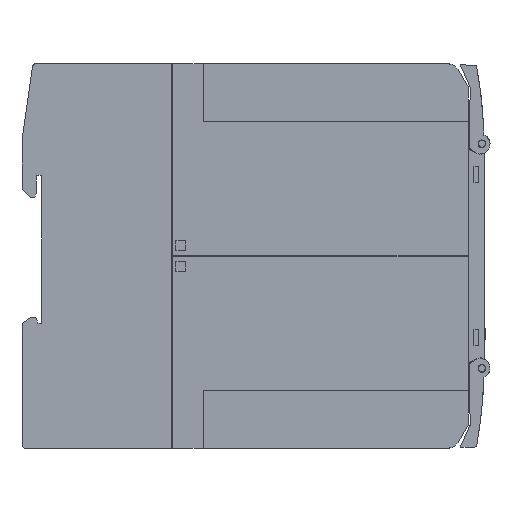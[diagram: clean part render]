
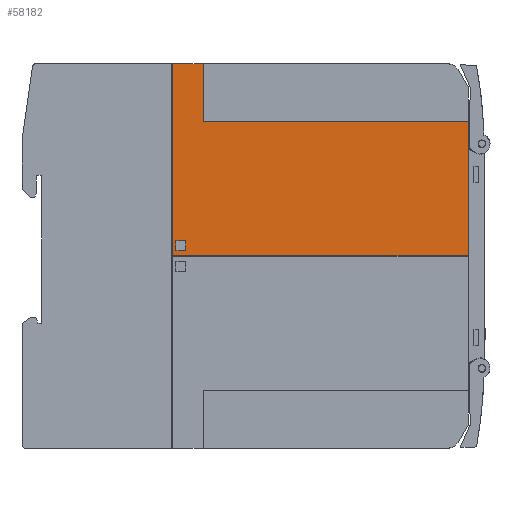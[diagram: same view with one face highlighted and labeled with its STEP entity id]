
A CAD part, left-side view. The second image highlights one B-rep face of the part: STEP entity #58182.
In plain terms, the highlighted planar face has unit normal (-1, 0, 0).
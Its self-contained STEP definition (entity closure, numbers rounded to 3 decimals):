
#1212 = CARTESIAN_POINT ( 'NONE',  ( -11.25, -42.6, 1.4 ) ) ;
#2661 = CARTESIAN_POINT ( 'NONE',  ( -11.25, -39.2, 0.1 ) ) ;
#2904 = CARTESIAN_POINT ( 'NONE',  ( -11.25, -40., 4. ) ) ;
#4867 = VERTEX_POINT ( 'NONE', #45069 ) ;
#4969 = CARTESIAN_POINT ( 'NONE',  ( -11.25, -39.2, 50. ) ) ;
#5360 = VECTOR ( 'NONE', #76358, 1000. ) ;
#6075 = ORIENTED_EDGE ( 'NONE', *, *, #45403, .T. ) ;
#8264 = CARTESIAN_POINT ( 'NONE',  ( -11.25, -42.6, 4. ) ) ;
#8413 = DIRECTION ( 'NONE',  ( 0., 0., -1. ) ) ;
#8648 = EDGE_CURVE ( 'NONE', #57075, #41262, #60865, .T. ) ;
#11398 = VECTOR ( 'NONE', #54630, 1000. ) ;
#12383 = VECTOR ( 'NONE', #62634, 1000. ) ;
#13086 = CARTESIAN_POINT ( 'NONE',  ( -11.25, -47.1, 50. ) ) ;
#15803 = LINE ( 'NONE', #65753, #29828 ) ;
#16790 = EDGE_CURVE ( 'NONE', #41262, #23604, #15803, .T. ) ;
#19792 = CARTESIAN_POINT ( 'NONE',  ( -11.25, -116., 0.1 ) ) ;
#23604 = VERTEX_POINT ( 'NONE', #2904 ) ;
#24021 = CARTESIAN_POINT ( 'NONE',  ( -11.25, -47.1, 34.9 ) ) ;
#26193 = CARTESIAN_POINT ( 'NONE',  ( -11.25, -39.2, 25.05 ) ) ;
#27119 = DIRECTION ( 'NONE',  ( 0., 0., 1. ) ) ;
#29143 = CARTESIAN_POINT ( 'NONE',  ( -11.25, -39.2, 0.1 ) ) ;
#29717 = EDGE_CURVE ( 'NONE', #61755, #66204, #55777, .T. ) ;
#29828 = VECTOR ( 'NONE', #27119, 1000. ) ;
#30637 = CARTESIAN_POINT ( 'NONE',  ( -11.25, -39.2, 1.4 ) ) ;
#31066 = EDGE_CURVE ( 'NONE', #56604, #66310, #33442, .T. ) ;
#33362 = CARTESIAN_POINT ( 'NONE',  ( -11.25, -42.6, 0.1 ) ) ;
#33442 = LINE ( 'NONE', #64309, #40911 ) ;
#34096 = ORIENTED_EDGE ( 'NONE', *, *, #63618, .T. ) ;
#34398 = EDGE_CURVE ( 'NONE', #66204, #66310, #52190, .T. ) ;
#34464 = VECTOR ( 'NONE', #8413, 1000. ) ;
#35188 = DIRECTION ( 'NONE',  ( 0., 0., 1. ) ) ;
#35231 = ORIENTED_EDGE ( 'NONE', *, *, #16790, .T. ) ;
#36054 = LINE ( 'NONE', #19792, #67720 ) ;
#36129 = DIRECTION ( 'NONE',  ( 0., 0., 1. ) ) ;
#37117 = ORIENTED_EDGE ( 'NONE', *, *, #66329, .T. ) ;
#37143 = LINE ( 'NONE', #70427, #5360 ) ;
#38101 = CARTESIAN_POINT ( 'NONE',  ( -11.25, -116., 0.1 ) ) ;
#39369 = DIRECTION ( 'NONE',  ( 0., 0., -1. ) ) ;
#39409 = CARTESIAN_POINT ( 'NONE',  ( -11.25, -40., 1.4 ) ) ;
#40388 = VECTOR ( 'NONE', #36129, 1000. ) ;
#40752 = DIRECTION ( 'NONE',  ( 0., 1., 0. ) ) ;
#40911 = VECTOR ( 'NONE', #61454, 1000. ) ;
#41262 = VERTEX_POINT ( 'NONE', #39409 ) ;
#42861 = EDGE_CURVE ( 'NONE', #4867, #51902, #37143, .T. ) ;
#43044 = DIRECTION ( 'NONE',  ( 0., 0., 1. ) ) ;
#43624 = ORIENTED_EDGE ( 'NONE', *, *, #29717, .T. ) ;
#45069 = CARTESIAN_POINT ( 'NONE',  ( -11.25, -116., 34.9 ) ) ;
#45403 = EDGE_CURVE ( 'NONE', #51902, #61755, #72050, .T. ) ;
#47859 = ORIENTED_EDGE ( 'NONE', *, *, #75064, .T. ) ;
#48815 = ORIENTED_EDGE ( 'NONE', *, *, #34398, .T. ) ;
#51902 = VERTEX_POINT ( 'NONE', #24021 ) ;
#52190 = LINE ( 'NONE', #26193, #34464 ) ;
#52271 = FACE_OUTER_BOUND ( 'NONE', #71935, .T. ) ;
#53871 = VECTOR ( 'NONE', #40752, 1000. ) ;
#54298 = LINE ( 'NONE', #33362, #68301 ) ;
#54630 = DIRECTION ( 'NONE',  ( 0., 1., 0. ) ) ;
#55777 = LINE ( 'NONE', #4969, #53871 ) ;
#56604 = VERTEX_POINT ( 'NONE', #38101 ) ;
#56657 = CARTESIAN_POINT ( 'NONE',  ( -11.25, -39.2, 4. ) ) ;
#57075 = VERTEX_POINT ( 'NONE', #1212 ) ;
#58182 = ADVANCED_FACE ( 'NONE', ( #52271, #68083 ), #76538, .T. ) ;
#58941 = ORIENTED_EDGE ( 'NONE', *, *, #31066, .F. ) ;
#59963 = LINE ( 'NONE', #56657, #12383 ) ;
#60789 = EDGE_LOOP ( 'NONE', ( #37117, #34096, #75635, #35231 ) ) ;
#60865 = LINE ( 'NONE', #30637, #11398 ) ;
#61454 = DIRECTION ( 'NONE',  ( 0., 1., 0. ) ) ;
#61755 = VERTEX_POINT ( 'NONE', #13086 ) ;
#62634 = DIRECTION ( 'NONE',  ( 0., -1., 0. ) ) ;
#63618 = EDGE_CURVE ( 'NONE', #75114, #57075, #54298, .T. ) ;
#64309 = CARTESIAN_POINT ( 'NONE',  ( -11.25, -39.2, 0.1 ) ) ;
#65753 = CARTESIAN_POINT ( 'NONE',  ( -11.25, -40., 0.1 ) ) ;
#66204 = VERTEX_POINT ( 'NONE', #73115 ) ;
#66310 = VERTEX_POINT ( 'NONE', #2661 ) ;
#66329 = EDGE_CURVE ( 'NONE', #23604, #75114, #59963, .T. ) ;
#67720 = VECTOR ( 'NONE', #43044, 1000. ) ;
#68083 = FACE_BOUND ( 'NONE', #60789, .T. ) ;
#68301 = VECTOR ( 'NONE', #39369, 1000. ) ;
#70427 = CARTESIAN_POINT ( 'NONE',  ( -11.25, -39.2, 34.9 ) ) ;
#70784 = ORIENTED_EDGE ( 'NONE', *, *, #42861, .T. ) ;
#70856 = DIRECTION ( 'NONE',  ( -1., 0., 0. ) ) ;
#71793 = CARTESIAN_POINT ( 'NONE',  ( -11.25, -47.1, 0.1 ) ) ;
#71935 = EDGE_LOOP ( 'NONE', ( #47859, #70784, #6075, #43624, #48815, #58941 ) ) ;
#72050 = LINE ( 'NONE', #71793, #40388 ) ;
#73115 = CARTESIAN_POINT ( 'NONE',  ( -11.25, -39.2, 50. ) ) ;
#73550 = AXIS2_PLACEMENT_3D ( 'NONE', #29143, #70856, #35188 ) ;
#75064 = EDGE_CURVE ( 'NONE', #56604, #4867, #36054, .T. ) ;
#75114 = VERTEX_POINT ( 'NONE', #8264 ) ;
#75635 = ORIENTED_EDGE ( 'NONE', *, *, #8648, .T. ) ;
#76358 = DIRECTION ( 'NONE',  ( 0., 1., 0. ) ) ;
#76538 = PLANE ( 'NONE',  #73550 ) ;
